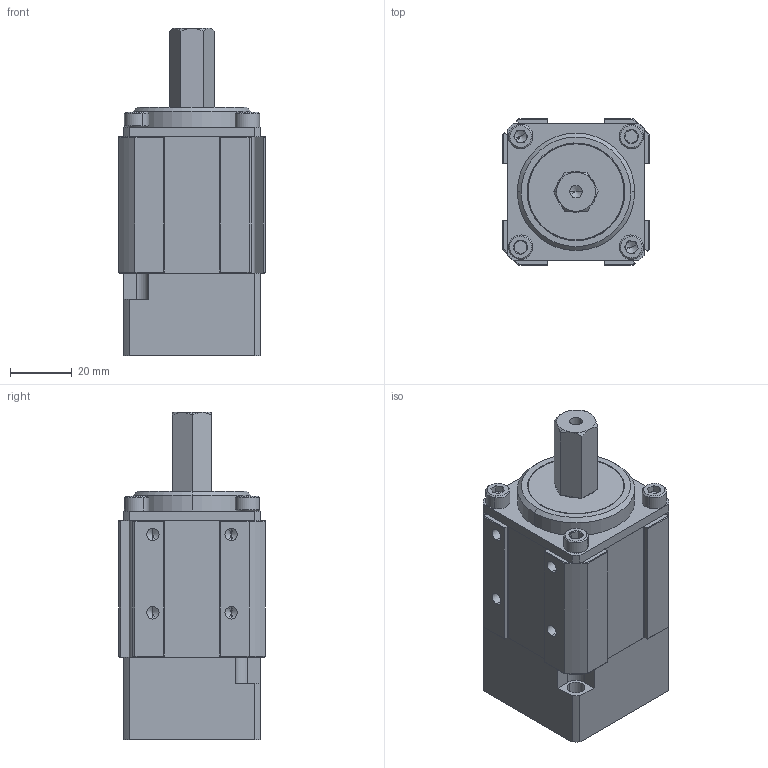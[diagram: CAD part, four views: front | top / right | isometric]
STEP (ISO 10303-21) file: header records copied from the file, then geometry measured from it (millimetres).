
FILE_DESCRIPTION (( 'STEP AP203' ), '1' );
FILE_NAME ('am-3760 - 12_1 - CIM Sport.STEP', '2017-11-21T21:41:00', ( '' ), ( '' ), 'SwSTEP 2.0', 'SolidWorks 2017', '' );
FILE_SCHEMA (( 'CONFIG_CONTROL_DESIGN' ));
Length unit declared in the file: inch
Products named in the file (18): am-XXXX - 57 Sport 2 Stage Ring Gear Housing; 24T Long Sun Gear; 3_1 Output Stage Carrier Plate; am-XXXX - 4_1 w_24T Sun Stage; 12T Short Planet Gear; am-XXXX - 57 Sport 500 Hex Shaft; am-3760 - 12_1 - CIM Sport; 3_1 Output Stage; Output Block; Cim Sport Motor Block; FR8ZZ Bearing; 10-32x2250_shcs_HX-SHCS 0.19-32x1.375x1-C; retaining Ring 0500 - Mcm 98410A122_98410A122; 10-32 X 375 SHCS_90128A940; am-XXXX - 57 Sport 500 Hex Output Plug; am-XXXX - 57 Sport Stage Carrier Plate; Thrust washer - 775 Sport; 16T Planet Gear
Assembly tree (26 placements, depth 3):
  am-3760 - 12_1 - CIM Sport
    am-XXXX - 57 Sport 500 Hex Output Plug
      am-XXXX - 57 Sport 500 Hex Shaft
      Output Block
      FR8ZZ Bearing  x2
      retaining Ring 0500 - Mcm 98410A122_98410A122
    Thrust washer - 775 Sport
    am-XXXX - 57 Sport 2 Stage Ring Gear Housing
    3_1 Output Stage
      3_1 Output Stage Carrier Plate
      12T Short Planet Gear  x4
    Cim Sport Motor Block
    10-32x2250_shcs_HX-SHCS 0.19-32x1.375x1-C  x2
    10-32 X 375 SHCS_90128A940  x2
    am-XXXX - 4_1 w_24T Sun Stage
      am-XXXX - 57 Sport Stage Carrier Plate
      16T Planet Gear  x4
      24T Long Sun Gear
Bounding box: 47.62 x 47.62 x 106.17 mm (x, y, z)
Volume: 136384.9 mm3; surface area: 61852.2 mm2
Topology: 23 solids, 23 shells, 1474 faces, 4035 edges, 2614 vertices
Faces by surface type: cylinder 1142, plane 181, cone 111, torus 36, bspline 4
Entity records: 34373 total; most frequent: CARTESIAN_POINT 7355, DIRECTION 5637, ORIENTED_EDGE 5142, EDGE_CURVE 2571, AXIS2_PLACEMENT_3D 2319, VERTEX_POINT 1675, CIRCLE 1327, EDGE_LOOP 1036
